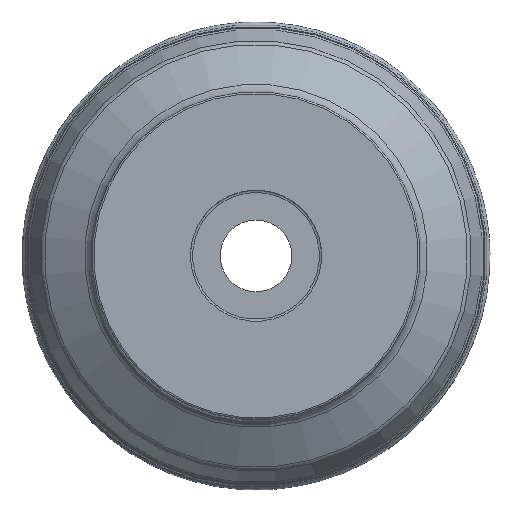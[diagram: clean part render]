
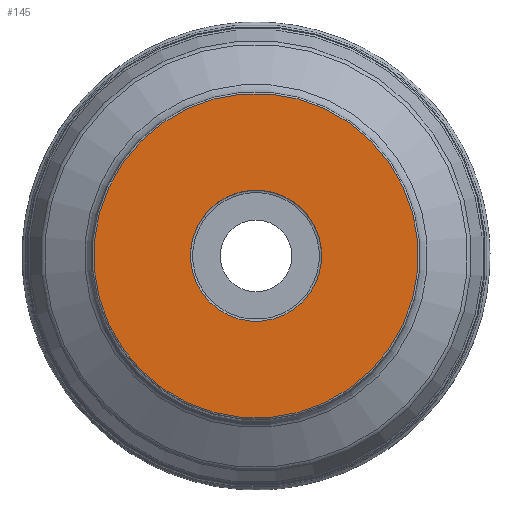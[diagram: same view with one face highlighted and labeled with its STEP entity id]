
A CAD part, top view. The second image highlights one B-rep face of the part: STEP entity #145.
In plain terms, the highlighted planar face has unit normal (0, 0, 1).
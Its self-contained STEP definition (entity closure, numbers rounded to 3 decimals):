
#115=PLANE('',#649);
#145=ADVANCED_FACE('CU_BACK_F001',(#218,#219),#115,.F.);
#218=FACE_BOUND('',#279,.T.);
#219=FACE_BOUND('',#280,.T.);
#279=EDGE_LOOP('',(#339));
#280=EDGE_LOOP('',(#340));
#339=ORIENTED_EDGE('',*,*,#393,.F.);
#340=ORIENTED_EDGE('',*,*,#401,.T.);
#362=VERTEX_POINT('',#904);
#370=VERTEX_POINT('',#929);
#393=EDGE_CURVE('',#362,#362,#423,.T.);
#401=EDGE_CURVE('',#370,#370,#431,.T.);
#423=CIRCLE('',#630,16.006);
#431=CIRCLE('',#647,39.6);
#630=AXIS2_PLACEMENT_3D('',#903,#764,#765);
#647=AXIS2_PLACEMENT_3D('',#928,#798,#799);
#649=AXIS2_PLACEMENT_3D('',#931,#802,#803);
#764=DIRECTION('',(0.,0.,1.));
#765=DIRECTION('',(0.966,0.259,0.));
#798=DIRECTION('',(0.,0.,1.));
#799=DIRECTION('',(0.966,0.259,0.));
#802=DIRECTION('',(0.,0.,-1.));
#803=DIRECTION('',(-0.966,-0.259,0.));
#903=CARTESIAN_POINT('',(0.,0.,0.));
#904=CARTESIAN_POINT('',(15.461,4.143,0.));
#928=CARTESIAN_POINT('',(0.,0.,0.));
#929=CARTESIAN_POINT('',(38.251,10.249,0.));
#931=CARTESIAN_POINT('',(-39.,0.,0.));
